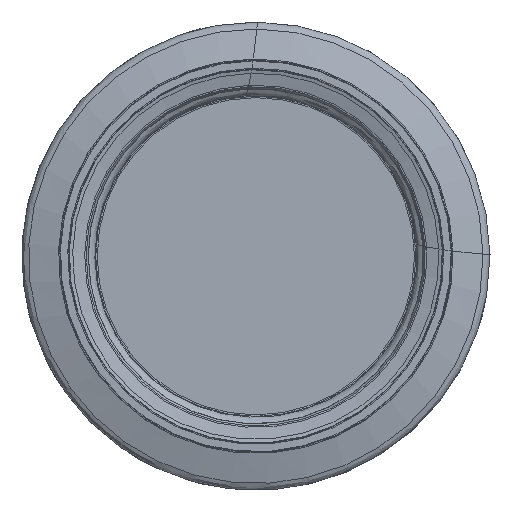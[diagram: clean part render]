
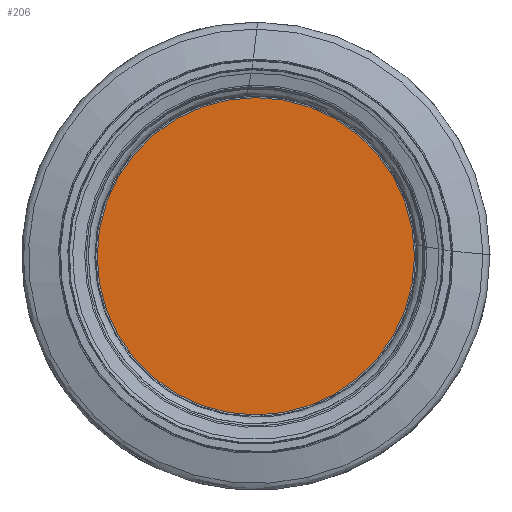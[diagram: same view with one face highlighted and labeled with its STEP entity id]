
A CAD part, left-side view. The second image highlights one B-rep face of the part: STEP entity #206.
In plain terms, the highlighted planar face has unit normal (-1, 0, 0).
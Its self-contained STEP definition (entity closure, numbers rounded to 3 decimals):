
#33=PLANE('',#1432);
#206=ADVANCED_FACE('',(#375),#33,.F.);
#375=FACE_OUTER_BOUND('',#463,.T.);
#463=EDGE_LOOP('',(#907));
#573=CIRCLE('',#1431,33.882);
#907=ORIENTED_EDGE('',*,*,#1191,.T.);
#1017=VERTEX_POINT('',#3057);
#1191=EDGE_CURVE('',#1017,#1017,#573,.T.);
#1431=AXIS2_PLACEMENT_3D('',#3056,#1726,#1727);
#1432=AXIS2_PLACEMENT_3D('',#3058,#1728,#1729);
#1726=DIRECTION('',(-1.,0.,0.));
#1727=DIRECTION('',(0.,0.,1.));
#1728=DIRECTION('',(1.,0.,0.));
#1729=DIRECTION('',(0.,0.,-1.));
#3056=CARTESIAN_POINT('',(3.5,0.,0.));
#3057=CARTESIAN_POINT('',(3.5,0.,33.882));
#3058=CARTESIAN_POINT('',(3.5,33.882,0.));
